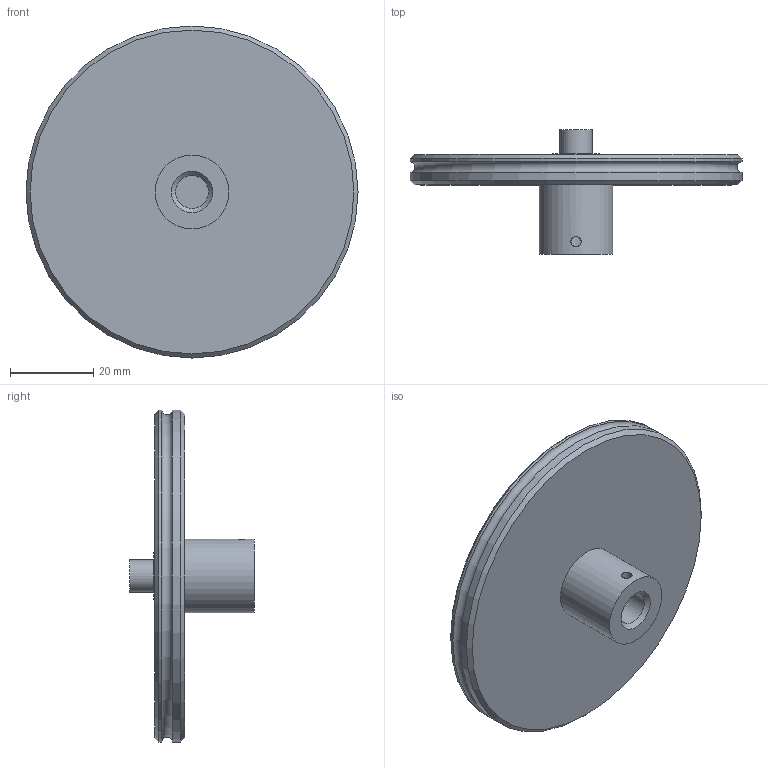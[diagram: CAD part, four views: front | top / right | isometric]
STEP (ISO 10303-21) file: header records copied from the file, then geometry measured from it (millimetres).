
FILE_DESCRIPTION(/* description */ (''),/* implementation_level */ '2;1');
FILE_NAME(/* name */ 'roue entrainement.stp',/* time_stamp */ '2018-07-11T17:25:57+02:00',/* author */ ('Piigle'),/* organization */ (''),/* preprocessor_version */ 'ST-DEVELOPER v16.5',/* originating_system */ 'Autodesk Inventor 2017',/* authorisation */ '');
FILE_SCHEMA (('AUTOMOTIVE_DESIGN { 1 0 10303 214 3 1 1 }'));
Length unit declared in the file: millimetre
Products named in the file (1): roue entrainement
Bounding box: 80 x 30 x 80 mm (x, y, z)
Volume: 39512.9 mm3; surface area: 13372.1 mm2
Topology: 1 solids, 1 shells, 17 faces, 32 edges, 21 vertices
Faces by surface type: cylinder 7, plane 6, cone 3, torus 1
Full cylindrical faces by diameter (mm): 2.459 x1, 7.8 x1, 8 x1, 11.5 x1, 17.8 x1, 80 x2
Entity records: 441 total; most frequent: CARTESIAN_POINT 122, DIRECTION 66, ORIENTED_EDGE 36, EDGE_LOOP 34, AXIS2_PLACEMENT_3D 33, VERTEX_POINT 18, EDGE_CURVE 18, FACE_BOUND 17
